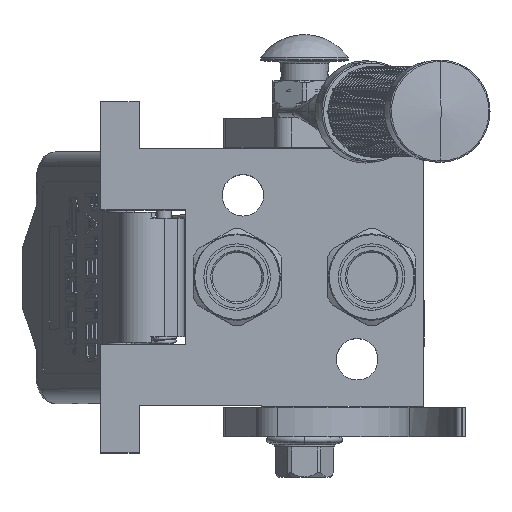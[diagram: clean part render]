
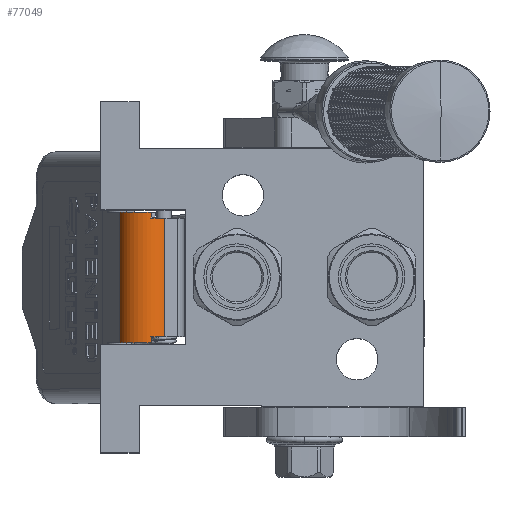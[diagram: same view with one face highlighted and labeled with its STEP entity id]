
A CAD part, top view. The second image highlights one B-rep face of the part: STEP entity #77049.
In plain terms, the highlighted cylindrical face has radius 9.5 mm (diameter 19 mm), a partial arc.
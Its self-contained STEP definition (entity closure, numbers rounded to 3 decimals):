
#4256 = ORIENTED_EDGE ( 'NONE', *, *, #74008, .T. ) ;
#8769 = ORIENTED_EDGE ( 'NONE', *, *, #35456, .F. ) ;
#11043 = ORIENTED_EDGE ( 'NONE', *, *, #167520, .T. ) ;
#15012 = LINE ( 'NONE', #68932, #17175 ) ;
#15355 = DIRECTION ( 'NONE',  ( 0., 0.158, -0.987 ) ) ;
#16132 = CARTESIAN_POINT ( 'NONE',  ( 20.25, -5.154, -56.269 ) ) ;
#17175 = VECTOR ( 'NONE', #166185, 1000. ) ;
#18034 = CARTESIAN_POINT ( 'NONE',  ( -20.25, -5.154, -56.269 ) ) ;
#20206 = VERTEX_POINT ( 'NONE', #160372 ) ;
#20842 = CARTESIAN_POINT ( 'NONE',  ( -22.25, 8., -47.5 ) ) ;
#21105 = AXIS2_PLACEMENT_3D ( 'NONE', #125366, #42624, #15355 ) ;
#21813 = CYLINDRICAL_SURFACE ( 'NONE', #159214, 9.5 ) ;
#23019 = ORIENTED_EDGE ( 'NONE', *, *, #92933, .F. ) ;
#27391 = DIRECTION ( 'NONE',  ( -1., 0., 0. ) ) ;
#28817 = EDGE_LOOP ( 'NONE', ( #62491, #11043, #158195, #59102, #4256, #8769, #31301, #23019 ) ) ;
#31301 = ORIENTED_EDGE ( 'NONE', *, *, #77796, .F. ) ;
#35456 = EDGE_CURVE ( 'NONE', #166882, #20206, #57169, .T. ) ;
#38206 = CARTESIAN_POINT ( 'NONE',  ( -22.25, 0., -56.881 ) ) ;
#38947 = CARTESIAN_POINT ( 'NONE',  ( 22.25, -1.5, -47.5 ) ) ;
#42624 = DIRECTION ( 'NONE',  ( 1., 0., 0. ) ) ;
#47064 = AXIS2_PLACEMENT_3D ( 'NONE', #38947, #149537, #79476 ) ;
#48566 = LINE ( 'NONE', #38206, #152237 ) ;
#49376 = CARTESIAN_POINT ( 'NONE',  ( -22.25, 8., -47.5 ) ) ;
#49558 = CARTESIAN_POINT ( 'NONE',  ( 20.25, -1.5, -47.5 ) ) ;
#52846 = CARTESIAN_POINT ( 'NONE',  ( -22.25, 0., -56.881 ) ) ;
#56338 = AXIS2_PLACEMENT_3D ( 'NONE', #49558, #130013, #102841 ) ;
#56884 = VERTEX_POINT ( 'NONE', #49376 ) ;
#57169 = CIRCLE ( 'NONE', #47064, 9.5 ) ;
#59102 = ORIENTED_EDGE ( 'NONE', *, *, #102245, .T. ) ;
#59657 = DIRECTION ( 'NONE',  ( 1., 0., 0. ) ) ;
#59795 = DIRECTION ( 'NONE',  ( 1., 0., 0. ) ) ;
#62491 = ORIENTED_EDGE ( 'NONE', *, *, #162771, .F. ) ;
#67981 = CARTESIAN_POINT ( 'NONE',  ( -22.25, -1.5, -47.5 ) ) ;
#68932 = CARTESIAN_POINT ( 'NONE',  ( 20.25, 0., -56.881 ) ) ;
#69831 = VECTOR ( 'NONE', #146556, 1000. ) ;
#72334 = CARTESIAN_POINT ( 'NONE',  ( -20.25, -1.5, -47.5 ) ) ;
#74008 = EDGE_CURVE ( 'NONE', #56884, #20206, #165027, .T. ) ;
#77049 = ADVANCED_FACE ( 'NONE', ( #114778 ), #21813, .T. ) ;
#77796 = EDGE_CURVE ( 'NONE', #84619, #166882, #15012, .T. ) ;
#79476 = DIRECTION ( 'NONE',  ( 0., 0.158, -0.987 ) ) ;
#82497 = VERTEX_POINT ( 'NONE', #133781 ) ;
#83122 = LINE ( 'NONE', #18034, #87523 ) ;
#84619 = VERTEX_POINT ( 'NONE', #150780 ) ;
#87523 = VECTOR ( 'NONE', #59795, 1000. ) ;
#88729 = DIRECTION ( 'NONE',  ( 0., -0.385, -0.923 ) ) ;
#90000 = CIRCLE ( 'NONE', #56338, 9.5 ) ;
#90888 = CIRCLE ( 'NONE', #170849, 9.5 ) ;
#92933 = EDGE_CURVE ( 'NONE', #127848, #84619, #90000, .T. ) ;
#95839 = DIRECTION ( 'NONE',  ( 0., -1., 0. ) ) ;
#102245 = EDGE_CURVE ( 'NONE', #144625, #56884, #168929, .T. ) ;
#102841 = DIRECTION ( 'NONE',  ( 0., -0.385, -0.923 ) ) ;
#114778 = FACE_OUTER_BOUND ( 'NONE', #28817, .T. ) ;
#123221 = VERTEX_POINT ( 'NONE', #170570 ) ;
#125366 = CARTESIAN_POINT ( 'NONE',  ( -22.25, -1.5, -47.5 ) ) ;
#127848 = VERTEX_POINT ( 'NONE', #16132 ) ;
#128890 = EDGE_CURVE ( 'NONE', #144625, #82497, #48566, .T. ) ;
#130013 = DIRECTION ( 'NONE',  ( 1., 0., 0. ) ) ;
#133781 = CARTESIAN_POINT ( 'NONE',  ( -20.25, 0., -56.881 ) ) ;
#144625 = VERTEX_POINT ( 'NONE', #52846 ) ;
#146556 = DIRECTION ( 'NONE',  ( 1., 0., 0. ) ) ;
#149537 = DIRECTION ( 'NONE',  ( 1., 0., 0. ) ) ;
#150780 = CARTESIAN_POINT ( 'NONE',  ( 20.25, 0., -56.881 ) ) ;
#152237 = VECTOR ( 'NONE', #160920, 1000. ) ;
#158195 = ORIENTED_EDGE ( 'NONE', *, *, #128890, .F. ) ;
#159214 = AXIS2_PLACEMENT_3D ( 'NONE', #67981, #27391, #95839 ) ;
#160372 = CARTESIAN_POINT ( 'NONE',  ( 22.25, 8., -47.5 ) ) ;
#160920 = DIRECTION ( 'NONE',  ( 1., 0., 0. ) ) ;
#162771 = EDGE_CURVE ( 'NONE', #123221, #127848, #83122, .T. ) ;
#165027 = LINE ( 'NONE', #20842, #69831 ) ;
#166185 = DIRECTION ( 'NONE',  ( 1., 0., 0. ) ) ;
#166882 = VERTEX_POINT ( 'NONE', #179001 ) ;
#167520 = EDGE_CURVE ( 'NONE', #123221, #82497, #90888, .T. ) ;
#168929 = CIRCLE ( 'NONE', #21105, 9.5 ) ;
#170570 = CARTESIAN_POINT ( 'NONE',  ( -20.25, -5.154, -56.269 ) ) ;
#170849 = AXIS2_PLACEMENT_3D ( 'NONE', #72334, #59657, #88729 ) ;
#179001 = CARTESIAN_POINT ( 'NONE',  ( 22.25, 0., -56.881 ) ) ;
